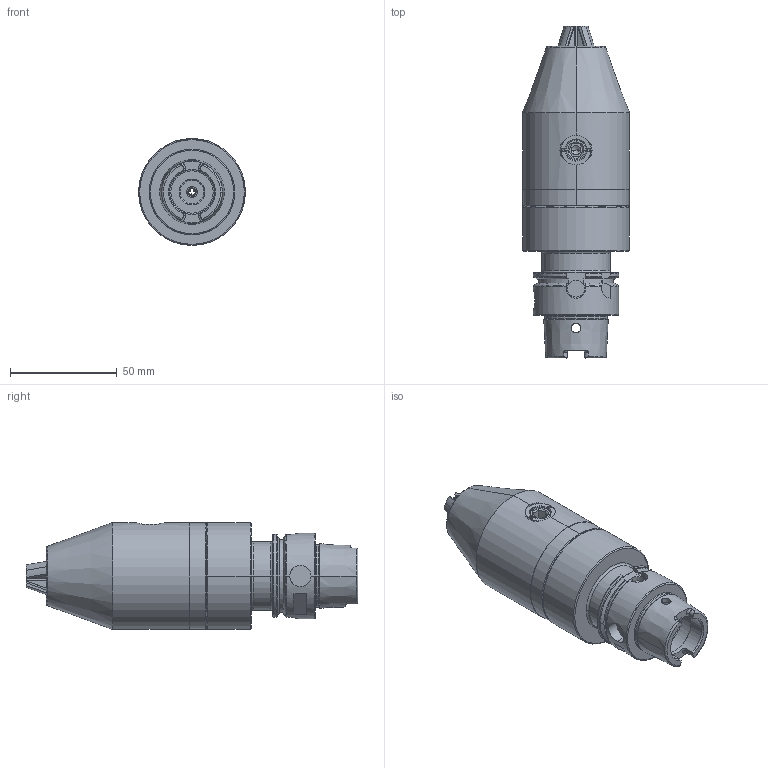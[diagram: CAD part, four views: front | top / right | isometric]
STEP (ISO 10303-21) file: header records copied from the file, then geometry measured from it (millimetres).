
FILE_DESCRIPTION (( 'STEP AP203' ), '1' );
FILE_NAME ('BA2HK40224101A.STEP', '2021-02-08T00:22:21', ( '' ), ( '' ), 'SwSTEP 2.0', 'SolidWorks 2017', '' );
FILE_SCHEMA (( 'CONFIG_CONTROL_DESIGN' ));
Length unit declared in the file: millimetre
Products named in the file (13): BB13316020101A; BA13316100001A; BB13316040001A; BB13313080001A; BB2HA22013A01A; BB13313030001B; BB13313090001A; BB13316010001A; KR029096; BB13313050001A-; SB018001; BA2HK40224101A; BB13313060101A-
Assembly tree (14 placements, depth 3):
  BA2HK40224101A
    BB2HA22013A01A
    BA13316100001A
      BB13316010001A
      BB13316020101A
      BB13316040001A
      BB13313090001A
      BB13313050001A-
      BB13313060101A-
      BB13313080001A
      SB018001
      KR029096
      BB13313030001B  x3
Bounding box: 50.1 x 155.58 x 50.1 mm (x, y, z)
Volume: 172919.8 mm3; surface area: 71621.4 mm2
Topology: 13 solids, 13 shells, 1110 faces, 2983 edges, 1890 vertices
Faces by surface type: cylinder 389, plane 345, cone 251, torus 115, bspline 10
Entity records: 41957 total; most frequent: CARTESIAN_POINT 16167, ORIENTED_EDGE 5554, DIRECTION 4682, EDGE_CURVE 2777, AXIS2_PLACEMENT_3D 1926, VERTEX_POINT 1774, EDGE_LOOP 1105, FACE_OUTER_BOUND 1044
